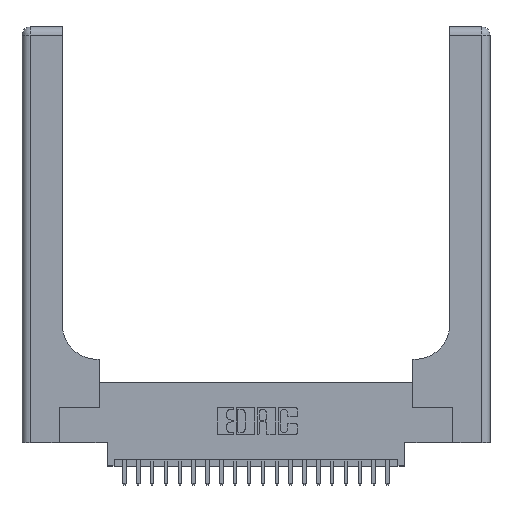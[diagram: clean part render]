
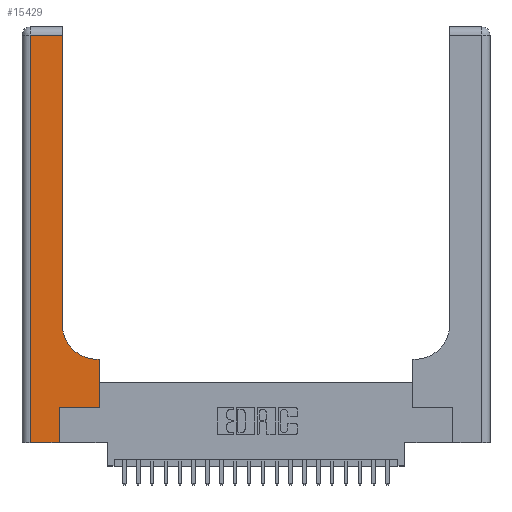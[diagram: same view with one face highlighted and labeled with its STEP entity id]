
A CAD part, top view. The second image highlights one B-rep face of the part: STEP entity #15429.
In plain terms, the highlighted planar face has unit normal (0, 0, 1).
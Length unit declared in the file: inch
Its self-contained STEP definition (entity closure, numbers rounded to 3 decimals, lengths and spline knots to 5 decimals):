
#238 = CARTESIAN_POINT ( 'NONE',  ( 0.5585, 0.25, 0.37 ) ) ;
#1235 = LINE ( 'NONE', #14437, #19478 ) ;
#1260 = EDGE_LOOP ( 'NONE', ( #14356, #6755, #17798, #8230, #22178, #22376, #8862, #5852, #7468 ) ) ;
#1270 = DIRECTION ( 'NONE',  ( 0., -1., 0. ) ) ;
#1368 = PLANE ( 'NONE',  #20885 ) ;
#1436 = DIRECTION ( 'NONE',  ( 1., 0., 0. ) ) ;
#1778 = CARTESIAN_POINT ( 'NONE',  ( 0.2915, 0.85, 0.37 ) ) ;
#1935 = CARTESIAN_POINT ( 'NONE',  ( 0.06, 2.94, 0.37 ) ) ;
#2017 = LINE ( 'NONE', #12656, #21185 ) ;
#3591 = LINE ( 'NONE', #21815, #8830 ) ;
#3937 = EDGE_CURVE ( 'NONE', #12119, #21853, #20207, .T. ) ;
#5300 = EDGE_CURVE ( 'NONE', #7254, #13145, #3591, .T. ) ;
#5754 = DIRECTION ( 'NONE',  ( 0., 0., -1. ) ) ;
#5852 = ORIENTED_EDGE ( 'NONE', *, *, #22393, .T. ) ;
#6637 = CARTESIAN_POINT ( 'NONE',  ( 0.06, 0., 0.37 ) ) ;
#6678 = VECTOR ( 'NONE', #12967, 39.37008 ) ;
#6755 = ORIENTED_EDGE ( 'NONE', *, *, #3937, .T. ) ;
#6990 = VERTEX_POINT ( 'NONE', #7049 ) ;
#7049 = CARTESIAN_POINT ( 'NONE',  ( 0.269, 0., 0.37 ) ) ;
#7211 = EDGE_CURVE ( 'NONE', #21853, #18906, #2017, .T. ) ;
#7254 = VERTEX_POINT ( 'NONE', #10799 ) ;
#7468 = ORIENTED_EDGE ( 'NONE', *, *, #11635, .T. ) ;
#7509 = CIRCLE ( 'NONE', #11392, 0.25 ) ;
#8230 = ORIENTED_EDGE ( 'NONE', *, *, #20593, .T. ) ;
#8684 = CARTESIAN_POINT ( 'NONE',  ( 0., 3., 0.37 ) ) ;
#8830 = VECTOR ( 'NONE', #1436, 39.37008 ) ;
#8862 = ORIENTED_EDGE ( 'NONE', *, *, #9083, .T. ) ;
#9048 = EDGE_CURVE ( 'NONE', #13895, #12119, #1235, .T. ) ;
#9056 = LINE ( 'NONE', #9075, #6678 ) ;
#9075 = CARTESIAN_POINT ( 'NONE',  ( 0.2915, 0.6, 0.37 ) ) ;
#9083 = EDGE_CURVE ( 'NONE', #13145, #21012, #15430, .T. ) ;
#10799 = CARTESIAN_POINT ( 'NONE',  ( 0.269, 0.25, 0.37 ) ) ;
#10812 = DIRECTION ( 'NONE',  ( -1., 0., 0. ) ) ;
#11392 = AXIS2_PLACEMENT_3D ( 'NONE', #14877, #5754, #20464 ) ;
#11523 = CARTESIAN_POINT ( 'NONE',  ( 0.5415, 0.6, 0.37 ) ) ;
#11599 = CARTESIAN_POINT ( 'NONE',  ( 0.2915, 2.94, 0.37 ) ) ;
#11635 = EDGE_CURVE ( 'NONE', #22103, #13895, #7509, .T. ) ;
#11864 = FACE_OUTER_BOUND ( 'NONE', #1260, .T. ) ;
#12119 = VERTEX_POINT ( 'NONE', #11599 ) ;
#12181 = CARTESIAN_POINT ( 'NONE',  ( 0., 2.94, 0.37 ) ) ;
#12656 = CARTESIAN_POINT ( 'NONE',  ( 0.06, 3., 0.37 ) ) ;
#12951 = CARTESIAN_POINT ( 'NONE',  ( 0., 0., 0.37 ) ) ;
#12967 = DIRECTION ( 'NONE',  ( -1., 0., 0. ) ) ;
#13145 = VERTEX_POINT ( 'NONE', #238 ) ;
#13808 = VECTOR ( 'NONE', #15714, 39.37008 ) ;
#13895 = VERTEX_POINT ( 'NONE', #1778 ) ;
#13911 = LINE ( 'NONE', #23098, #22335 ) ;
#14356 = ORIENTED_EDGE ( 'NONE', *, *, #9048, .T. ) ;
#14437 = CARTESIAN_POINT ( 'NONE',  ( 0.2915, 3., 0.37 ) ) ;
#14877 = CARTESIAN_POINT ( 'NONE',  ( 0.5415, 0.85, 0.37 ) ) ;
#15097 = DIRECTION ( 'NONE',  ( 1., 0., 0. ) ) ;
#15123 = VECTOR ( 'NONE', #15097, 39.37008 ) ;
#15429 = ADVANCED_FACE ( 'NONE', ( #11864 ), #1368, .F. ) ;
#15430 = LINE ( 'NONE', #18302, #21562 ) ;
#15714 = DIRECTION ( 'NONE',  ( -1., 0., 0. ) ) ;
#16277 = DIRECTION ( 'NONE',  ( 0., 1., 0. ) ) ;
#16854 = LINE ( 'NONE', #12951, #15123 ) ;
#17798 = ORIENTED_EDGE ( 'NONE', *, *, #7211, .T. ) ;
#18302 = CARTESIAN_POINT ( 'NONE',  ( 0.5585, 0.25, 0.37 ) ) ;
#18386 = DIRECTION ( 'NONE',  ( 0., 1., 0. ) ) ;
#18906 = VERTEX_POINT ( 'NONE', #6637 ) ;
#19478 = VECTOR ( 'NONE', #16277, 39.37008 ) ;
#19935 = DIRECTION ( 'NONE',  ( 0., 0., -1. ) ) ;
#20207 = LINE ( 'NONE', #12181, #13808 ) ;
#20464 = DIRECTION ( 'NONE',  ( 1., 0., 0. ) ) ;
#20593 = EDGE_CURVE ( 'NONE', #18906, #6990, #16854, .T. ) ;
#20885 = AXIS2_PLACEMENT_3D ( 'NONE', #8684, #19935, #10812 ) ;
#21012 = VERTEX_POINT ( 'NONE', #23855 ) ;
#21185 = VECTOR ( 'NONE', #1270, 39.37008 ) ;
#21562 = VECTOR ( 'NONE', #18386, 39.37008 ) ;
#21815 = CARTESIAN_POINT ( 'NONE',  ( 0.269, 0.25, 0.37 ) ) ;
#21853 = VERTEX_POINT ( 'NONE', #1935 ) ;
#22103 = VERTEX_POINT ( 'NONE', #11523 ) ;
#22178 = ORIENTED_EDGE ( 'NONE', *, *, #23440, .T. ) ;
#22335 = VECTOR ( 'NONE', #23178, 39.37008 ) ;
#22376 = ORIENTED_EDGE ( 'NONE', *, *, #5300, .T. ) ;
#22393 = EDGE_CURVE ( 'NONE', #21012, #22103, #9056, .T. ) ;
#23098 = CARTESIAN_POINT ( 'NONE',  ( 0.269, 0., 0.37 ) ) ;
#23178 = DIRECTION ( 'NONE',  ( 0., 1., 0. ) ) ;
#23440 = EDGE_CURVE ( 'NONE', #6990, #7254, #13911, .T. ) ;
#23855 = CARTESIAN_POINT ( 'NONE',  ( 0.5585, 0.6, 0.37 ) ) ;
